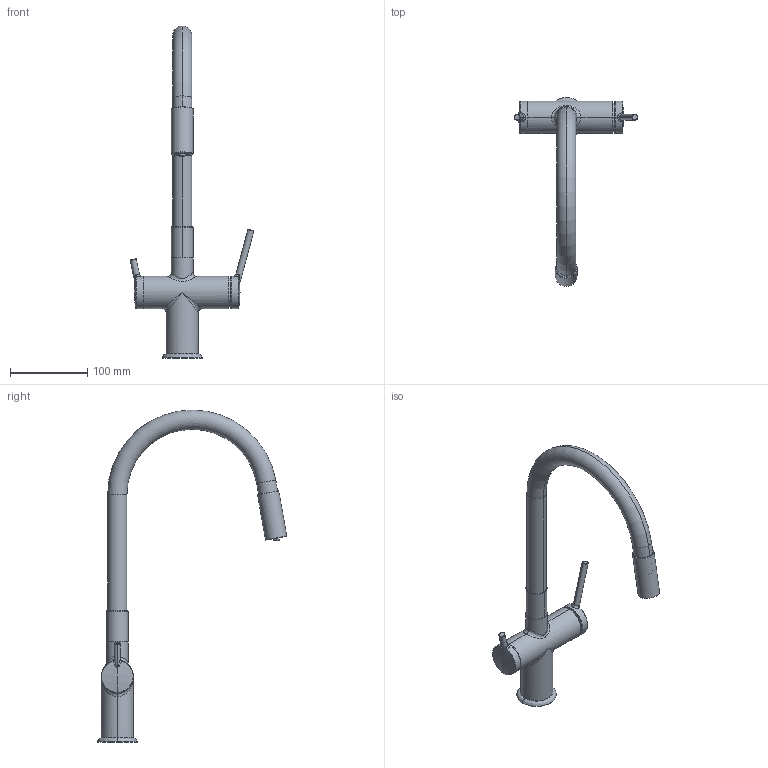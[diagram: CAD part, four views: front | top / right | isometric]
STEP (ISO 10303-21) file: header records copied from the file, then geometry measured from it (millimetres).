
FILE_DESCRIPTION(/* description */ (''),/* implementation_level */ '2;1');
FILE_NAME(/* name */ '80245硅胶管-cjs-fe-zp_asm.stp',/* time_stamp */ '2024-04-20T19:23:58+08:00',/* author */ (''),/* organization */ (''),/* preprocessor_version */ 'ST-DEVELOPER v16',/* originating_system */ 'SIEMENS PLM Software NX 10.0',/* authorisation */ '');
FILE_SCHEMA (('CONFIG_CONTROL_DESIGN'));
Length unit declared in the file: millimetre
Products named in the file (8): 80245-CJS-FE-ZT; 80245-CJS-FE-ZSG; 80245-CJS-FE-SB; 80245-CJS-FE-SB2; 80245-CJS-FE-CSG; 80245-CJS-FE-QPQ; 80245-CJS-FE-DZ; 80245硅胶管-cjs-fe-zp_asm_stp
Assembly tree (7 placements, depth 2):
  80245硅胶管-cjs-fe-zp_asm_stp
    80245-CJS-FE-DZ
    80245-CJS-FE-QPQ
    80245-CJS-FE-CSG
    80245-CJS-FE-SB2
    80245-CJS-FE-SB
    80245-CJS-FE-ZSG
    80245-CJS-FE-ZT
Bounding box: 160.29 x 245.62 x 430.5 mm (x, y, z)
Volume: 563918.4 mm3; surface area: 105378.4 mm2
Topology: 10 solids, 10 shells, 912 faces, 2719 edges, 1794 vertices
Faces by surface type: plane 765, cylinder 63, torus 48, bspline 20, cone 10, sphere 4, revolution 2
Full cylindrical faces by diameter (mm): 28 x1
Entity records: 34000 total; most frequent: CARTESIAN_POINT 8010, ORIENTED_EDGE 5436, DIRECTION 4884, EDGE_CURVE 2718, LINE 2242, VECTOR 2242, VERTEX_POINT 1798, AXIS2_PLACEMENT_3D 1320
